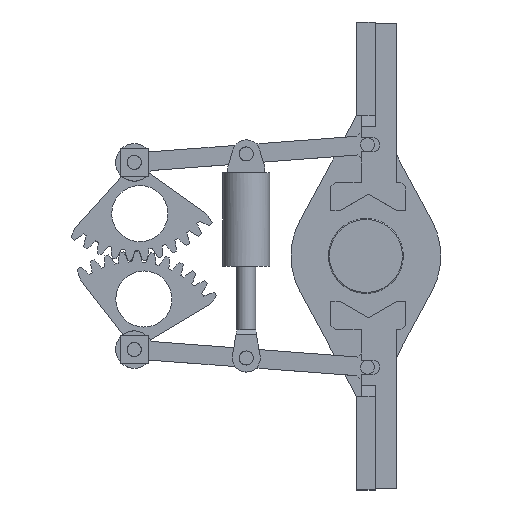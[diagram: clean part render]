
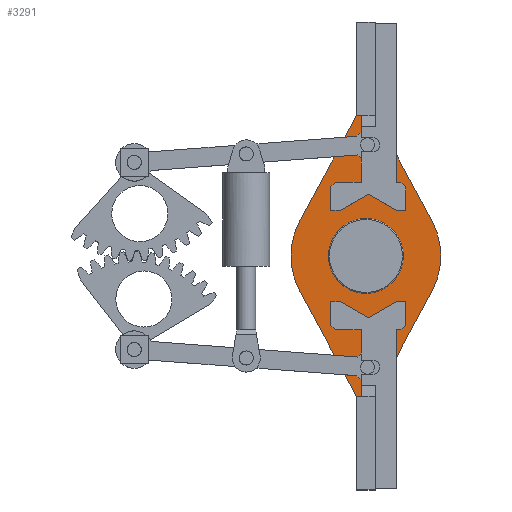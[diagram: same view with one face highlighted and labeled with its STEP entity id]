
A CAD part, top view. The second image highlights one B-rep face of the part: STEP entity #3291.
In plain terms, the highlighted face is planar.
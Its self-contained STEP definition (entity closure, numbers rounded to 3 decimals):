
#122=PLANE('',#3700);
#244=FACE_OUTER_BOUND('',#441,.T.);
#441=EDGE_LOOP('',(#2272,#2273,#2274,#2275,#2276,#2277,#2278,#2279,#2280,
#2281));
#655=CIRCLE('',#3691,8.);
#658=CIRCLE('',#3695,8.);
#820=LINE('',#5167,#1140);
#823=LINE('',#5173,#1143);
#826=LINE('',#5179,#1146);
#829=LINE('',#5185,#1149);
#832=LINE('',#5191,#1152);
#833=LINE('',#5192,#1153);
#834=LINE('',#5194,#1154);
#835=LINE('',#5195,#1155);
#1140=VECTOR('',#4089,10.);
#1143=VECTOR('',#4094,10.);
#1146=VECTOR('',#4099,10.);
#1149=VECTOR('',#4104,10.);
#1152=VECTOR('',#4109,10.);
#1153=VECTOR('',#4110,10.);
#1154=VECTOR('',#4111,10.);
#1155=VECTOR('',#4112,10.);
#1457=VERTEX_POINT('',#5149);
#1458=VERTEX_POINT('',#5151);
#1461=VERTEX_POINT('',#5158);
#1463=VERTEX_POINT('',#5162);
#1464=VERTEX_POINT('',#5166);
#1466=VERTEX_POINT('',#5172);
#1468=VERTEX_POINT('',#5178);
#1470=VERTEX_POINT('',#5184);
#1472=VERTEX_POINT('',#5190);
#1473=VERTEX_POINT('',#5193);
#1768=EDGE_CURVE('',#1457,#1458,#655,.T.);
#1774=EDGE_CURVE('',#1463,#1461,#658,.T.);
#1775=EDGE_CURVE('',#1458,#1464,#820,.T.);
#1778=EDGE_CURVE('',#1466,#1463,#823,.T.);
#1781=EDGE_CURVE('',#1461,#1468,#826,.T.);
#1784=EDGE_CURVE('',#1470,#1457,#829,.T.);
#1787=EDGE_CURVE('',#1472,#1470,#832,.T.);
#1788=EDGE_CURVE('',#1468,#1472,#833,.T.);
#1789=EDGE_CURVE('',#1473,#1466,#834,.T.);
#1790=EDGE_CURVE('',#1464,#1473,#835,.T.);
#2272=ORIENTED_EDGE('',*,*,#1784,.F.);
#2273=ORIENTED_EDGE('',*,*,#1787,.F.);
#2274=ORIENTED_EDGE('',*,*,#1788,.F.);
#2275=ORIENTED_EDGE('',*,*,#1781,.F.);
#2276=ORIENTED_EDGE('',*,*,#1774,.F.);
#2277=ORIENTED_EDGE('',*,*,#1778,.F.);
#2278=ORIENTED_EDGE('',*,*,#1789,.F.);
#2279=ORIENTED_EDGE('',*,*,#1790,.F.);
#2280=ORIENTED_EDGE('',*,*,#1775,.F.);
#2281=ORIENTED_EDGE('',*,*,#1768,.F.);
#3291=ADVANCED_FACE('',(#244),#122,.T.);
#3691=AXIS2_PLACEMENT_3D('',#5152,#4074,#4075);
#3695=AXIS2_PLACEMENT_3D('',#5164,#4085,#4086);
#3700=AXIS2_PLACEMENT_3D('',#5189,#4107,#4108);
#4074=DIRECTION('center_axis',(-1.,0.,0.));
#4075=DIRECTION('ref_axis',(0.,0.,1.));
#4085=DIRECTION('center_axis',(-1.,0.,0.));
#4086=DIRECTION('ref_axis',(0.,0.,1.));
#4089=DIRECTION('',(0.,-0.475,-0.88));
#4094=DIRECTION('',(0.,-0.475,0.88));
#4099=DIRECTION('',(0.,0.475,0.88));
#4104=DIRECTION('',(0.,0.475,-0.88));
#4107=DIRECTION('center_axis',(1.,0.,0.));
#4108=DIRECTION('ref_axis',(0.,0.,-1.));
#4109=DIRECTION('',(0.,1.,0.));
#4110=DIRECTION('',(0.,1.,0.));
#4111=DIRECTION('',(0.,-1.,0.));
#4112=DIRECTION('',(0.,-1.,0.));
#5149=CARTESIAN_POINT('',(-1.5,7.541,3.797));
#5151=CARTESIAN_POINT('',(-1.5,7.541,-3.797));
#5152=CARTESIAN_POINT('Origin',(-1.5,0.5,0.));
#5158=CARTESIAN_POINT('',(-1.5,-6.541,3.797));
#5162=CARTESIAN_POINT('',(-1.5,-6.541,-3.797));
#5164=CARTESIAN_POINT('Origin',(-1.5,0.5,0.));
#5166=CARTESIAN_POINT('',(-1.5,1.5,-15.));
#5167=CARTESIAN_POINT('',(-1.5,7.541,-3.797));
#5172=CARTESIAN_POINT('',(-1.5,-0.5,-15.));
#5173=CARTESIAN_POINT('',(-1.5,-0.5,-15.));
#5178=CARTESIAN_POINT('',(-1.5,-0.5,15.));
#5179=CARTESIAN_POINT('',(-1.5,-6.541,3.797));
#5184=CARTESIAN_POINT('',(-1.5,1.5,15.));
#5185=CARTESIAN_POINT('',(-1.5,1.5,15.));
#5189=CARTESIAN_POINT('Origin',(-1.5,0.5,8.444));
#5190=CARTESIAN_POINT('',(-1.5,0.,15.));
#5191=CARTESIAN_POINT('',(-1.5,0.445,15.));
#5192=CARTESIAN_POINT('',(-1.5,0.445,15.));
#5193=CARTESIAN_POINT('',(-1.5,0.,-15.));
#5194=CARTESIAN_POINT('',(-1.5,0.445,-15.));
#5195=CARTESIAN_POINT('',(-1.5,0.445,-15.));
